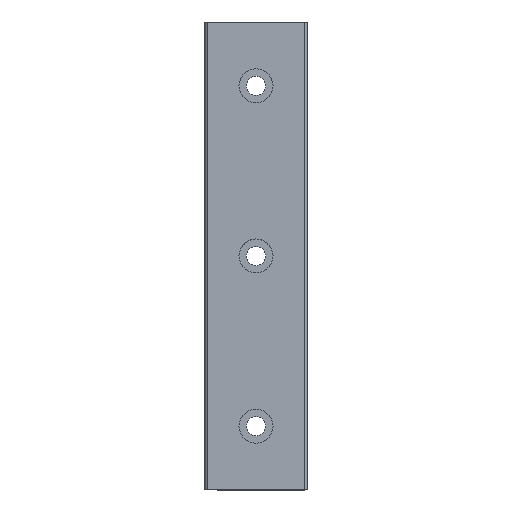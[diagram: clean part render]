
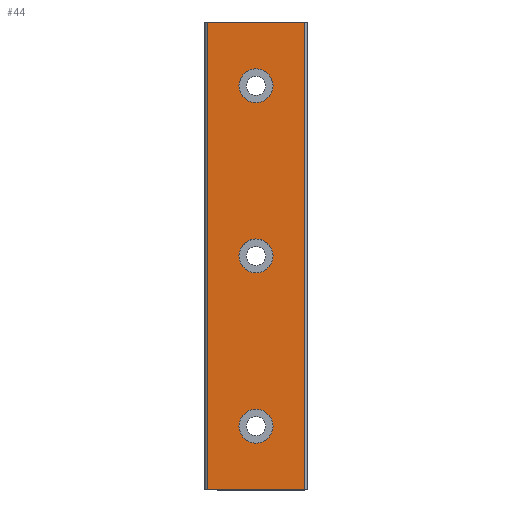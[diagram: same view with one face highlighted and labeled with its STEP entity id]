
A CAD part, top view. The second image highlights one B-rep face of the part: STEP entity #44.
In plain terms, the highlighted planar face has unit normal (0, 0, 1).
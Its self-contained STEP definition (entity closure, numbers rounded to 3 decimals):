
#21 = DIRECTION ( 'NONE',  ( -1., 0., 0. ) ) ;
#44 = ADVANCED_FACE ( 'NONE', ( #614, #608, #277, #1205 ), #282, .F. ) ;
#49 = DIRECTION ( 'NONE',  ( 0., 0., -1. ) ) ;
#57 = CARTESIAN_POINT ( 'NONE',  ( 0., -40., 8.5 ) ) ;
#68 = VECTOR ( 'NONE', #473, 1000. ) ;
#78 = AXIS2_PLACEMENT_3D ( 'NONE', #387, #701, #1104 ) ;
#82 = EDGE_CURVE ( 'NONE', #447, #87, #487, .T. ) ;
#87 = VERTEX_POINT ( 'NONE', #1117 ) ;
#92 = ORIENTED_EDGE ( 'NONE', *, *, #1284, .T. ) ;
#96 = DIRECTION ( 'NONE',  ( 0., 0., -1. ) ) ;
#132 = CARTESIAN_POINT ( 'NONE',  ( -11.419, -55., 8.5 ) ) ;
#143 = ORIENTED_EDGE ( 'NONE', *, *, #374, .T. ) ;
#155 = VERTEX_POINT ( 'NONE', #1138 ) ;
#168 = VECTOR ( 'NONE', #1109, 1000. ) ;
#170 = DIRECTION ( 'NONE',  ( 1., 0., 0. ) ) ;
#178 = CARTESIAN_POINT ( 'NONE',  ( 4., 0., 8.5 ) ) ;
#190 = CIRCLE ( 'NONE', #218, 4. ) ;
#202 = DIRECTION ( 'NONE',  ( 1., 0., 0. ) ) ;
#207 = ORIENTED_EDGE ( 'NONE', *, *, #1165, .T. ) ;
#210 = ORIENTED_EDGE ( 'NONE', *, *, #749, .F. ) ;
#218 = AXIS2_PLACEMENT_3D ( 'NONE', #1094, #1308, #1219 ) ;
#245 = DIRECTION ( 'NONE',  ( 0., 0., -1. ) ) ;
#269 = DIRECTION ( 'NONE',  ( -1., 0., 0. ) ) ;
#276 = CIRCLE ( 'NONE', #589, 4. ) ;
#277 = FACE_BOUND ( 'NONE', #1207, .T. ) ;
#282 = PLANE ( 'NONE',  #1277 ) ;
#284 = LINE ( 'NONE', #1001, #168 ) ;
#373 = CARTESIAN_POINT ( 'NONE',  ( 0., 0., 8.5 ) ) ;
#374 = EDGE_CURVE ( 'NONE', #828, #619, #675, .T. ) ;
#387 = CARTESIAN_POINT ( 'NONE',  ( 0., 40., 8.5 ) ) ;
#389 = ORIENTED_EDGE ( 'NONE', *, *, #1334, .F. ) ;
#405 = ORIENTED_EDGE ( 'NONE', *, *, #1045, .T. ) ;
#409 = CARTESIAN_POINT ( 'NONE',  ( -11.419, 55., 8.5 ) ) ;
#420 = EDGE_LOOP ( 'NONE', ( #405, #92 ) ) ;
#447 = VERTEX_POINT ( 'NONE', #811 ) ;
#451 = ORIENTED_EDGE ( 'NONE', *, *, #458, .T. ) ;
#452 = DIRECTION ( 'NONE',  ( 1., 0., 0. ) ) ;
#458 = EDGE_CURVE ( 'NONE', #619, #828, #190, .T. ) ;
#473 = DIRECTION ( 'NONE',  ( -1., 0., 0. ) ) ;
#481 = LINE ( 'NONE', #1301, #68 ) ;
#487 = CIRCLE ( 'NONE', #78, 4. ) ;
#562 = CARTESIAN_POINT ( 'NONE',  ( 4., -40., 8.5 ) ) ;
#585 = CARTESIAN_POINT ( 'NONE',  ( -4., 0., 8.5 ) ) ;
#589 = AXIS2_PLACEMENT_3D ( 'NONE', #919, #812, #613 ) ;
#590 = CARTESIAN_POINT ( 'NONE',  ( -4., -40., 8.5 ) ) ;
#608 = FACE_BOUND ( 'NONE', #420, .T. ) ;
#613 = DIRECTION ( 'NONE',  ( 1., 0., 0. ) ) ;
#614 = FACE_OUTER_BOUND ( 'NONE', #625, .T. ) ;
#619 = VERTEX_POINT ( 'NONE', #178 ) ;
#625 = EDGE_LOOP ( 'NONE', ( #207, #210, #389, #969 ) ) ;
#634 = CIRCLE ( 'NONE', #659, 4. ) ;
#636 = EDGE_CURVE ( 'NONE', #1162, #155, #284, .T. ) ;
#659 = AXIS2_PLACEMENT_3D ( 'NONE', #57, #49, #202 ) ;
#675 = CIRCLE ( 'NONE', #911, 4. ) ;
#682 = CARTESIAN_POINT ( 'NONE',  ( -11.419, -55., 8.5 ) ) ;
#701 = DIRECTION ( 'NONE',  ( 0., 0., -1. ) ) ;
#749 = EDGE_CURVE ( 'NONE', #932, #1279, #754, .T. ) ;
#751 = CARTESIAN_POINT ( 'NONE',  ( -11.419, -55., 8.5 ) ) ;
#754 = LINE ( 'NONE', #132, #1263 ) ;
#792 = CARTESIAN_POINT ( 'NONE',  ( -11.419, -55., 8.5 ) ) ;
#795 = AXIS2_PLACEMENT_3D ( 'NONE', #1092, #245, #452 ) ;
#811 = CARTESIAN_POINT ( 'NONE',  ( -4., 40., 8.5 ) ) ;
#812 = DIRECTION ( 'NONE',  ( 0., 0., -1. ) ) ;
#820 = EDGE_LOOP ( 'NONE', ( #1329, #1066 ) ) ;
#828 = VERTEX_POINT ( 'NONE', #585 ) ;
#857 = EDGE_CURVE ( 'NONE', #87, #447, #1124, .T. ) ;
#869 = VERTEX_POINT ( 'NONE', #562 ) ;
#907 = DIRECTION ( 'NONE',  ( 0., 0., -1. ) ) ;
#911 = AXIS2_PLACEMENT_3D ( 'NONE', #373, #907, #170 ) ;
#919 = CARTESIAN_POINT ( 'NONE',  ( 0., -40., 8.5 ) ) ;
#932 = VERTEX_POINT ( 'NONE', #682 ) ;
#961 = LINE ( 'NONE', #751, #1106 ) ;
#969 = ORIENTED_EDGE ( 'NONE', *, *, #636, .T. ) ;
#1001 = CARTESIAN_POINT ( 'NONE',  ( 11.419, -55., 8.5 ) ) ;
#1045 = EDGE_CURVE ( 'NONE', #869, #1133, #634, .T. ) ;
#1066 = ORIENTED_EDGE ( 'NONE', *, *, #82, .T. ) ;
#1077 = CARTESIAN_POINT ( 'NONE',  ( 11.419, -55., 8.5 ) ) ;
#1092 = CARTESIAN_POINT ( 'NONE',  ( 0., 40., 8.5 ) ) ;
#1094 = CARTESIAN_POINT ( 'NONE',  ( 0., 0., 8.5 ) ) ;
#1104 = DIRECTION ( 'NONE',  ( 1., 0., 0. ) ) ;
#1106 = VECTOR ( 'NONE', #21, 1000. ) ;
#1109 = DIRECTION ( 'NONE',  ( 0., 1., 0. ) ) ;
#1117 = CARTESIAN_POINT ( 'NONE',  ( 4., 40., 8.5 ) ) ;
#1124 = CIRCLE ( 'NONE', #795, 4. ) ;
#1133 = VERTEX_POINT ( 'NONE', #590 ) ;
#1138 = CARTESIAN_POINT ( 'NONE',  ( 11.419, 55., 8.5 ) ) ;
#1162 = VERTEX_POINT ( 'NONE', #1077 ) ;
#1165 = EDGE_CURVE ( 'NONE', #155, #1279, #481, .T. ) ;
#1168 = DIRECTION ( 'NONE',  ( 0., 1., 0. ) ) ;
#1205 = FACE_BOUND ( 'NONE', #820, .T. ) ;
#1207 = EDGE_LOOP ( 'NONE', ( #451, #143 ) ) ;
#1219 = DIRECTION ( 'NONE',  ( 1., 0., 0. ) ) ;
#1263 = VECTOR ( 'NONE', #1168, 1000. ) ;
#1277 = AXIS2_PLACEMENT_3D ( 'NONE', #792, #96, #269 ) ;
#1279 = VERTEX_POINT ( 'NONE', #409 ) ;
#1284 = EDGE_CURVE ( 'NONE', #1133, #869, #276, .T. ) ;
#1301 = CARTESIAN_POINT ( 'NONE',  ( -11.419, 55., 8.5 ) ) ;
#1308 = DIRECTION ( 'NONE',  ( 0., 0., -1. ) ) ;
#1329 = ORIENTED_EDGE ( 'NONE', *, *, #857, .T. ) ;
#1334 = EDGE_CURVE ( 'NONE', #1162, #932, #961, .T. ) ;
